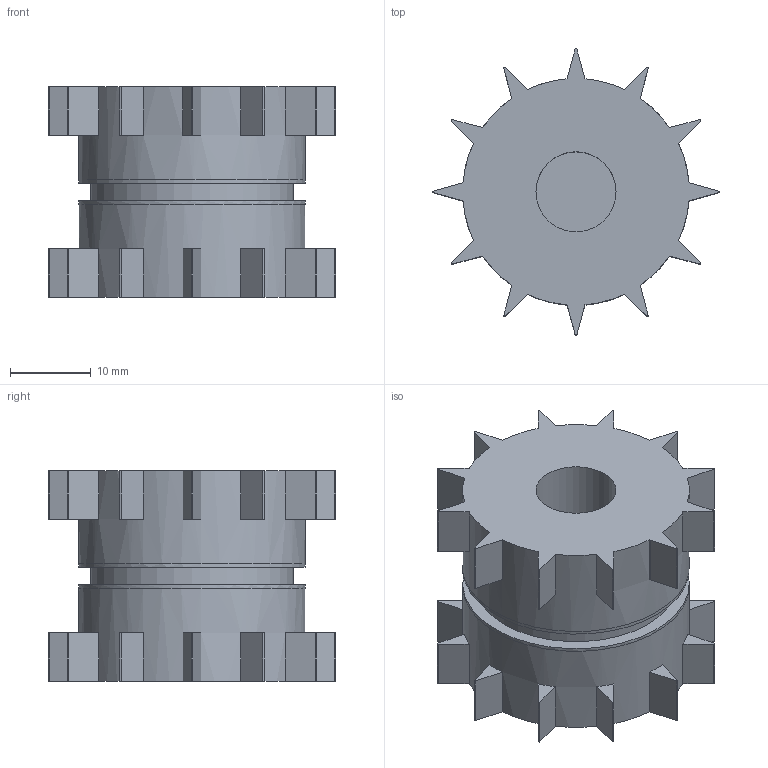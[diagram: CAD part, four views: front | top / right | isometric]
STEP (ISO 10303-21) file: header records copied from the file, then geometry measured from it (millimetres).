
FILE_DESCRIPTION(('TFLEX Exchange Step'),'2;1');
FILE_NAME(' каток.stp', '2022-03-31T12:11:47+03:00',('ilya'),('Unknown organisation'),'TFLEX Exchange 2022.0','T-FLEX CAD','Unknown authorisation');
FILE_SCHEMA( ('AUTOMOTIVE_DESIGN { 1 0 10303 214 1 1 1 1 }') );
Length unit declared in the file: millimetre
Products named in the file (1): Nodes
Bounding box: 35.44 x 35.44 x 26 mm (x, y, z)
Volume: 13834.2 mm3; surface area: 5673.3 mm2
Topology: 1 solids, 1 shells, 169 faces, 483 edges, 321 vertices
Faces by surface type: plane 135, cylinder 30, torus 2, bspline 2
Full cylindrical faces by diameter (mm): 9.9 x1, 18 x1, 25 x1, 28 x2
Entity records: 6887 total; most frequent: CARTESIAN_POINT 2488, ORIENTED_EDGE 966, DIRECTION 858, EDGE_CURVE 483, VERTEX_POINT 321, VECTOR 302, LINE 302, AXIS2_PLACEMENT_3D 278
